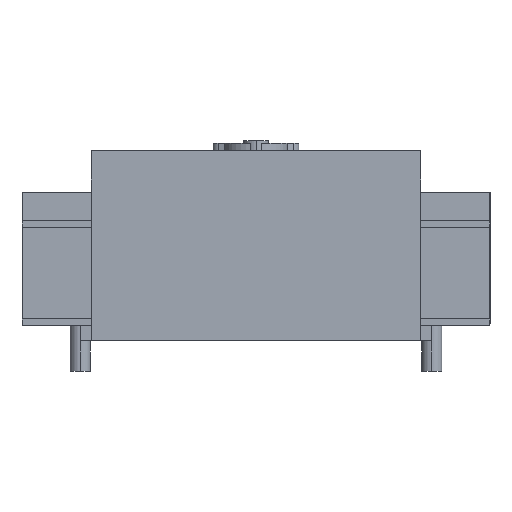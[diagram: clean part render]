
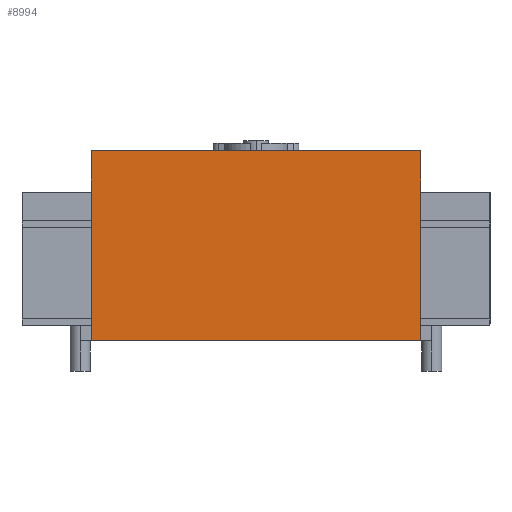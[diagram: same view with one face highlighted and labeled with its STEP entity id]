
A CAD part, left-side view. The second image highlights one B-rep face of the part: STEP entity #8994.
In plain terms, the highlighted planar face has unit normal (-1, 0, 0).
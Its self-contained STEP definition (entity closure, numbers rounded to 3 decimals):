
#2442=CARTESIAN_POINT('',(0.,-147.5,170.0));
#2443=VERTEX_POINT('',#2442);
#2450=CARTESIAN_POINT('',(0.,-147.5,0.0));
#2451=VERTEX_POINT('',#2450);
#2452=CARTESIAN_POINT('',(0.,-147.5,0.0));
#2453=DIRECTION('',(0.0,0.0,1.0));
#2454=VECTOR('',#2453,170.0);
#2455=LINE('',#2452,#2454);
#2456=EDGE_CURVE('',#2451,#2443,#2455,.T.);
#3100=CARTESIAN_POINT('',(0.,147.5,0.0));
#3101=VERTEX_POINT('',#3100);
#3108=CARTESIAN_POINT('',(0.,147.5,170.0));
#3109=VERTEX_POINT('',#3108);
#3110=CARTESIAN_POINT('',(0.,147.5,0.0));
#3111=DIRECTION('',(0.0,0.0,1.0));
#3112=VECTOR('',#3111,170.0);
#3113=LINE('',#3110,#3112);
#3114=EDGE_CURVE('',#3101,#3109,#3113,.T.);
#4163=CARTESIAN_POINT('',(0.,-147.5,170.0));
#4164=DIRECTION('',(0.0,1.0,0.0));
#4165=VECTOR('',#4164,295.0);
#4166=LINE('',#4163,#4165);
#4167=EDGE_CURVE('',#2443,#3109,#4166,.T.);
#8745=CARTESIAN_POINT('',(0.,147.5,0.0));
#8746=DIRECTION('',(0.0,-1.0,0.0));
#8747=VECTOR('',#8746,295.0);
#8748=LINE('',#8745,#8747);
#8749=EDGE_CURVE('',#3101,#2451,#8748,.T.);
#8983=CARTESIAN_POINT('',(0.,-147.5,0.0));
#8984=DIRECTION('',(-1.0,0.0,0.0));
#8985=DIRECTION('',(0.0,0.0,1.0));
#8986=AXIS2_PLACEMENT_3D('',#8983,#8984,#8985);
#8987=PLANE('',#8986);
#8988=ORIENTED_EDGE('',*,*,#4167,.T.);
#8989=ORIENTED_EDGE('',*,*,#3114,.F.);
#8990=ORIENTED_EDGE('',*,*,#8749,.T.);
#8991=ORIENTED_EDGE('',*,*,#2456,.T.);
#8992=EDGE_LOOP('',(#8988,#8989,#8990,#8991));
#8993=FACE_OUTER_BOUND('',#8992,.T.);
#8994=ADVANCED_FACE('',(#8993),#8987,.T.);
